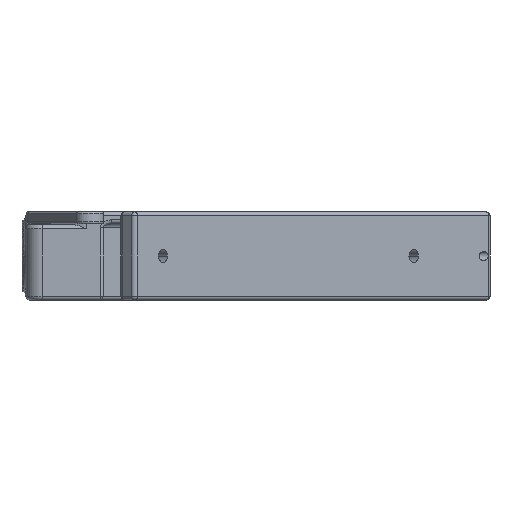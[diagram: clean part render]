
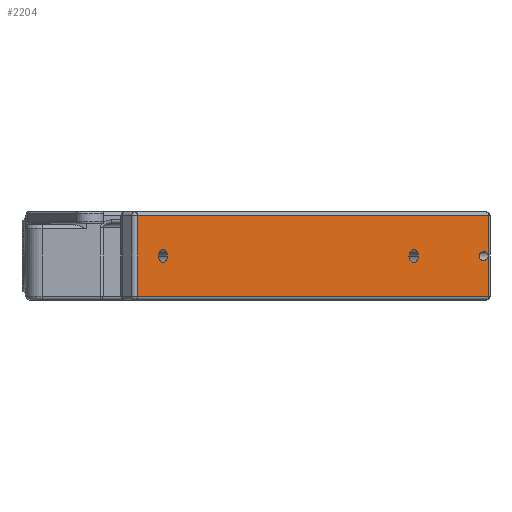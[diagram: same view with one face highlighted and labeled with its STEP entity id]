
A CAD part, front view. The second image highlights one B-rep face of the part: STEP entity #2204.
In plain terms, the highlighted planar face has unit normal (0.707, -0.707, 0).
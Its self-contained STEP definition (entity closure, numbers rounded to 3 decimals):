
#187 = VECTOR ( 'NONE', #9639, 1000. ) ;
#235 = EDGE_CURVE ( 'NONE', #8816, #10653, #9036, .T. ) ;
#258 = CIRCLE ( 'NONE', #6225, 1.6 ) ;
#296 =( BOUNDED_CURVE ( )  B_SPLINE_CURVE ( 3, ( #9679, #12885, #8695, #8789 ),
 .UNSPECIFIED., .F., .F. ) 
 B_SPLINE_CURVE_WITH_KNOTS ( ( 4, 4 ),
 ( 4.712, 7.854 ),
 .UNSPECIFIED. ) 
 CURVE ( )  GEOMETRIC_REPRESENTATION_ITEM ( )  RATIONAL_B_SPLINE_CURVE ( ( 1., 0.333, 0.333, 1. ) ) 
 REPRESENTATION_ITEM ( '' )  );
#508 = VERTEX_POINT ( 'NONE', #1592 ) ;
#853 = DIRECTION ( 'NONE',  ( -0.707, -0.707, 0. ) ) ;
#860 = CARTESIAN_POINT ( 'NONE',  ( 81.582, -13.197, 0. ) ) ;
#1028 = CARTESIAN_POINT ( 'NONE',  ( 19.108, -75.671, 0. ) ) ;
#1222 = CIRCLE ( 'NONE', #12825, 1.6 ) ;
#1592 = CARTESIAN_POINT ( 'NONE',  ( 100.267, 5.488, -10. ) ) ;
#1631 = VERTEX_POINT ( 'NONE', #10825 ) ;
#1797 = CARTESIAN_POINT ( 'NONE',  ( 98.974, 4.195, 1.125 ) ) ;
#2204 = ADVANCED_FACE ( 'NONE', ( #8309, #10145, #9802, #10483 ), #11491, .F. ) ;
#2331 = EDGE_CURVE ( 'NONE', #508, #2932, #13707, .T. ) ;
#2575 = VERTEX_POINT ( 'NONE', #7629 ) ;
#2932 = VERTEX_POINT ( 'NONE', #8500 ) ;
#2992 =( BOUNDED_CURVE ( )  B_SPLINE_CURVE ( 3, ( #11196, #5697, #5647, #12181 ),
 .UNSPECIFIED., .F., .F. ) 
 B_SPLINE_CURVE_WITH_KNOTS ( ( 4, 4 ),
 ( 1.571, 4.712 ),
 .UNSPECIFIED. ) 
 CURVE ( )  GEOMETRIC_REPRESENTATION_ITEM ( )  RATIONAL_B_SPLINE_CURVE ( ( 1., 0.333, 0.333, 1. ) ) 
 REPRESENTATION_ITEM ( '' )  );
#3046 = DIRECTION ( 'NONE',  ( -0.707, -0.707, 0. ) ) ;
#3107 = EDGE_LOOP ( 'NONE', ( #5574, #11514 ) ) ;
#3257 = DIRECTION ( 'NONE',  ( 0.707, -0.707, 0. ) ) ;
#3317 = EDGE_CURVE ( 'NONE', #7199, #4018, #13183, .T. ) ;
#3818 = DIRECTION ( 'NONE',  ( 0.707, -0.707, 0. ) ) ;
#3987 = DIRECTION ( 'NONE',  ( -0.707, 0.707, 0. ) ) ;
#4018 = VERTEX_POINT ( 'NONE', #8352 ) ;
#4231 = AXIS2_PLACEMENT_3D ( 'NONE', #860, #12573, #3046 ) ;
#4451 = LINE ( 'NONE', #7378, #12576 ) ;
#4957 = EDGE_CURVE ( 'NONE', #2575, #13126, #296, .T. ) ;
#4977 = CARTESIAN_POINT ( 'NONE',  ( 81.582, -13.197, 0. ) ) ;
#5133 = EDGE_CURVE ( 'NONE', #13126, #2575, #2992, .T. ) ;
#5574 = ORIENTED_EDGE ( 'NONE', *, *, #235, .F. ) ;
#5647 = CARTESIAN_POINT ( 'NONE',  ( 101.224, 6.445, -1.125 ) ) ;
#5697 = CARTESIAN_POINT ( 'NONE',  ( 101.224, 6.445, 1.125 ) ) ;
#5719 = ORIENTED_EDGE ( 'NONE', *, *, #7168, .T. ) ;
#5752 = CARTESIAN_POINT ( 'NONE',  ( 82.714, -12.065, 0. ) ) ;
#6046 = DIRECTION ( 'NONE',  ( 0.707, 0.707, 0. ) ) ;
#6180 = CARTESIAN_POINT ( 'NONE',  ( 41.381, -53.397, -140.715 ) ) ;
#6225 = AXIS2_PLACEMENT_3D ( 'NONE', #4977, #7258, #853 ) ;
#6250 = DIRECTION ( 'NONE',  ( -0.707, -0.707, 0. ) ) ;
#6260 = ORIENTED_EDGE ( 'NONE', *, *, #13983, .T. ) ;
#6445 = ORIENTED_EDGE ( 'NONE', *, *, #5133, .T. ) ;
#6473 = EDGE_LOOP ( 'NONE', ( #8686, #12611 ) ) ;
#6531 = DIRECTION ( 'NONE',  ( 0.707, 0.707, 0. ) ) ;
#6728 = CARTESIAN_POINT ( 'NONE',  ( 20.239, -74.54, 0. ) ) ;
#6733 = VERTEX_POINT ( 'NONE', #13747 ) ;
#7168 = EDGE_CURVE ( 'NONE', #1631, #6733, #12384, .T. ) ;
#7199 = VERTEX_POINT ( 'NONE', #5752 ) ;
#7258 = DIRECTION ( 'NONE',  ( -0.707, 0.707, 0. ) ) ;
#7378 = CARTESIAN_POINT ( 'NONE',  ( 12.036, -82.742, 10. ) ) ;
#7382 = EDGE_CURVE ( 'NONE', #6733, #508, #13908, .T. ) ;
#7629 = CARTESIAN_POINT ( 'NONE',  ( 98.974, 4.195, -1.125 ) ) ;
#7853 = VECTOR ( 'NONE', #12142, 1000. ) ;
#8017 = EDGE_CURVE ( 'NONE', #10653, #8816, #1222, .T. ) ;
#8215 = CARTESIAN_POINT ( 'NONE',  ( 19.108, -75.671, 0. ) ) ;
#8300 = DIRECTION ( 'NONE',  ( -0.707, -0.707, 0. ) ) ;
#8309 = FACE_OUTER_BOUND ( 'NONE', #12075, .T. ) ;
#8352 = CARTESIAN_POINT ( 'NONE',  ( 80.451, -14.328, 0. ) ) ;
#8500 = CARTESIAN_POINT ( 'NONE',  ( 100.267, 5.488, 10. ) ) ;
#8686 = ORIENTED_EDGE ( 'NONE', *, *, #9631, .T. ) ;
#8695 = CARTESIAN_POINT ( 'NONE',  ( 96.724, 1.945, 1.125 ) ) ;
#8789 = CARTESIAN_POINT ( 'NONE',  ( 98.974, 4.195, 1.125 ) ) ;
#8816 = VERTEX_POINT ( 'NONE', #6728 ) ;
#9036 = CIRCLE ( 'NONE', #11600, 1.6 ) ;
#9042 = CARTESIAN_POINT ( 'NONE',  ( 12.744, -82.035, -140.715 ) ) ;
#9130 = ORIENTED_EDGE ( 'NONE', *, *, #2331, .T. ) ;
#9585 = CARTESIAN_POINT ( 'NONE',  ( 101.974, 7.195, -10. ) ) ;
#9631 = EDGE_CURVE ( 'NONE', #4018, #7199, #258, .T. ) ;
#9639 = DIRECTION ( 'NONE',  ( 0., 0., 1. ) ) ;
#9679 = CARTESIAN_POINT ( 'NONE',  ( 98.974, 4.195, -1.125 ) ) ;
#9712 = CARTESIAN_POINT ( 'NONE',  ( 17.976, -76.803, 0. ) ) ;
#9802 = FACE_BOUND ( 'NONE', #6473, .T. ) ;
#10145 = FACE_BOUND ( 'NONE', #3107, .T. ) ;
#10483 = FACE_BOUND ( 'NONE', #12756, .T. ) ;
#10653 = VERTEX_POINT ( 'NONE', #9712 ) ;
#10667 = DIRECTION ( 'NONE',  ( 0.707, 0.707, 0. ) ) ;
#10825 = CARTESIAN_POINT ( 'NONE',  ( 12.744, -82.035, 10. ) ) ;
#11196 = CARTESIAN_POINT ( 'NONE',  ( 98.974, 4.195, 1.125 ) ) ;
#11454 = AXIS2_PLACEMENT_3D ( 'NONE', #6180, #3987, #8300 ) ;
#11491 = PLANE ( 'NONE',  #11454 ) ;
#11514 = ORIENTED_EDGE ( 'NONE', *, *, #8017, .F. ) ;
#11600 = AXIS2_PLACEMENT_3D ( 'NONE', #8215, #3818, #6046 ) ;
#11720 = ORIENTED_EDGE ( 'NONE', *, *, #7382, .T. ) ;
#11755 = CARTESIAN_POINT ( 'NONE',  ( 100.267, 5.488, -140.715 ) ) ;
#11850 = VECTOR ( 'NONE', #10667, 1000. ) ;
#12075 = EDGE_LOOP ( 'NONE', ( #5719, #11720, #9130, #6260 ) ) ;
#12142 = DIRECTION ( 'NONE',  ( 0., 0., -1. ) ) ;
#12181 = CARTESIAN_POINT ( 'NONE',  ( 98.974, 4.195, -1.125 ) ) ;
#12384 = LINE ( 'NONE', #9042, #7853 ) ;
#12403 = ORIENTED_EDGE ( 'NONE', *, *, #4957, .T. ) ;
#12573 = DIRECTION ( 'NONE',  ( -0.707, 0.707, 0. ) ) ;
#12576 = VECTOR ( 'NONE', #6250, 1000. ) ;
#12611 = ORIENTED_EDGE ( 'NONE', *, *, #3317, .T. ) ;
#12756 = EDGE_LOOP ( 'NONE', ( #6445, #12403 ) ) ;
#12825 = AXIS2_PLACEMENT_3D ( 'NONE', #1028, #3257, #6531 ) ;
#12885 = CARTESIAN_POINT ( 'NONE',  ( 96.724, 1.945, -1.125 ) ) ;
#13126 = VERTEX_POINT ( 'NONE', #1797 ) ;
#13183 = CIRCLE ( 'NONE', #4231, 1.6 ) ;
#13707 = LINE ( 'NONE', #11755, #187 ) ;
#13747 = CARTESIAN_POINT ( 'NONE',  ( 12.744, -82.035, -10. ) ) ;
#13908 = LINE ( 'NONE', #9585, #11850 ) ;
#13983 = EDGE_CURVE ( 'NONE', #2932, #1631, #4451, .T. ) ;
